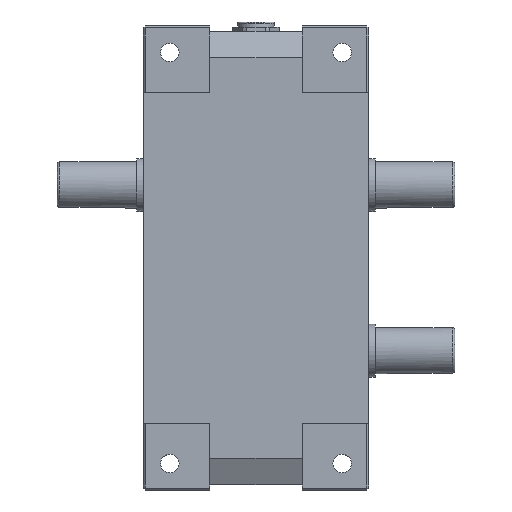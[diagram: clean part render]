
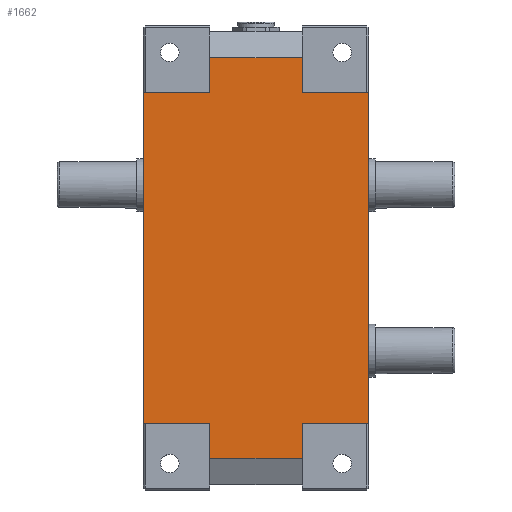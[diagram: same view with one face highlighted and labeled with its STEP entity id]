
A CAD part, front view. The second image highlights one B-rep face of the part: STEP entity #1662.
In plain terms, the highlighted planar face has unit normal (0, -1, 0).
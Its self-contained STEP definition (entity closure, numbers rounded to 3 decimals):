
#33 = LINE ( 'NONE', #7629, #13202 ) ;
#241 = CARTESIAN_POINT ( 'NONE',  ( -85., -116., 70. ) ) ;
#277 = ORIENTED_EDGE ( 'NONE', *, *, #21284, .F. ) ;
#443 = CARTESIAN_POINT ( 'NONE',  ( -85., -116., -180. ) ) ;
#522 = EDGE_CURVE ( 'NONE', #6445, #4031, #4601, .T. ) ;
#1011 = EDGE_CURVE ( 'NONE', #4031, #10342, #12140, .T. ) ;
#1519 = CARTESIAN_POINT ( 'NONE',  ( 35., -116., -180. ) ) ;
#1530 = LINE ( 'NONE', #443, #18222 ) ;
#1560 = VERTEX_POINT ( 'NONE', #11529 ) ;
#1662 = ADVANCED_FACE ( 'NONE', ( #18581 ), #8649, .F. ) ;
#1966 = LINE ( 'NONE', #7934, #7036 ) ;
#2515 = CARTESIAN_POINT ( 'NONE',  ( 35., -116., 70. ) ) ;
#2745 = CARTESIAN_POINT ( 'NONE',  ( -85., -116., -206. ) ) ;
#3541 = DIRECTION ( 'NONE',  ( 0., 1., 0. ) ) ;
#3717 = ORIENTED_EDGE ( 'NONE', *, *, #1011, .T. ) ;
#3880 = CARTESIAN_POINT ( 'NONE',  ( 35., -116., -230. ) ) ;
#3981 = LINE ( 'NONE', #16622, #21468 ) ;
#4031 = VERTEX_POINT ( 'NONE', #16280 ) ;
#4190 = EDGE_CURVE ( 'NONE', #21294, #13045, #21716, .T. ) ;
#4572 = VECTOR ( 'NONE', #17571, 1000. ) ;
#4601 = LINE ( 'NONE', #9859, #8342 ) ;
#4679 = VECTOR ( 'NONE', #14548, 1000. ) ;
#5289 = CARTESIAN_POINT ( 'NONE',  ( 85., -116., 70. ) ) ;
#6211 = EDGE_CURVE ( 'NONE', #7280, #7246, #11141, .T. ) ;
#6445 = VERTEX_POINT ( 'NONE', #2515 ) ;
#6532 = VECTOR ( 'NONE', #22174, 1000. ) ;
#7036 = VECTOR ( 'NONE', #11337, 1000. ) ;
#7045 = CARTESIAN_POINT ( 'NONE',  ( -85., -116., 70. ) ) ;
#7246 = VERTEX_POINT ( 'NONE', #13892 ) ;
#7280 = VERTEX_POINT ( 'NONE', #11955 ) ;
#7629 = CARTESIAN_POINT ( 'NONE',  ( -35., -116., -230. ) ) ;
#7934 = CARTESIAN_POINT ( 'NONE',  ( -35., -116., -230. ) ) ;
#8159 = CARTESIAN_POINT ( 'NONE',  ( 35., -116., -206. ) ) ;
#8285 = CARTESIAN_POINT ( 'NONE',  ( -85., -116., 96. ) ) ;
#8339 = LINE ( 'NONE', #3880, #21552 ) ;
#8342 = VECTOR ( 'NONE', #13157, 1000. ) ;
#8649 = PLANE ( 'NONE',  #14492 ) ;
#8725 = VERTEX_POINT ( 'NONE', #15699 ) ;
#8901 = VERTEX_POINT ( 'NONE', #17734 ) ;
#8999 = LINE ( 'NONE', #9507, #4679 ) ;
#9507 = CARTESIAN_POINT ( 'NONE',  ( -85., -116., 70. ) ) ;
#9529 = ORIENTED_EDGE ( 'NONE', *, *, #16751, .T. ) ;
#9790 = DIRECTION ( 'NONE',  ( 0., 0., 1. ) ) ;
#9859 = CARTESIAN_POINT ( 'NONE',  ( 35., -116., -230. ) ) ;
#9954 = ORIENTED_EDGE ( 'NONE', *, *, #18634, .F. ) ;
#10241 = LINE ( 'NONE', #15675, #4572 ) ;
#10342 = VERTEX_POINT ( 'NONE', #20183 ) ;
#10714 = DIRECTION ( 'NONE',  ( 0., 0., 1. ) ) ;
#10761 = VERTEX_POINT ( 'NONE', #12502 ) ;
#10810 = ORIENTED_EDGE ( 'NONE', *, *, #12878, .F. ) ;
#11141 = LINE ( 'NONE', #5289, #6532 ) ;
#11337 = DIRECTION ( 'NONE',  ( 0., 0., 1. ) ) ;
#11529 = CARTESIAN_POINT ( 'NONE',  ( -35., -116., 70. ) ) ;
#11772 = CARTESIAN_POINT ( 'NONE',  ( -35., -116., -206. ) ) ;
#11955 = CARTESIAN_POINT ( 'NONE',  ( 85., -116., -180. ) ) ;
#11987 = DIRECTION ( 'NONE',  ( -1., 0., 0. ) ) ;
#12140 = LINE ( 'NONE', #8285, #20753 ) ;
#12502 = CARTESIAN_POINT ( 'NONE',  ( -85., -116., -180. ) ) ;
#12538 = DIRECTION ( 'NONE',  ( 1., 0., 0. ) ) ;
#12652 = VERTEX_POINT ( 'NONE', #1519 ) ;
#12878 = EDGE_CURVE ( 'NONE', #21294, #8901, #1966, .T. ) ;
#13045 = VERTEX_POINT ( 'NONE', #8159 ) ;
#13157 = DIRECTION ( 'NONE',  ( 0., 0., 1. ) ) ;
#13202 = VECTOR ( 'NONE', #19977, 1000. ) ;
#13892 = CARTESIAN_POINT ( 'NONE',  ( 85., -116., 70. ) ) ;
#13915 = LINE ( 'NONE', #241, #21750 ) ;
#13984 = DIRECTION ( 'NONE',  ( 1., 0., 0. ) ) ;
#14019 = ORIENTED_EDGE ( 'NONE', *, *, #18471, .F. ) ;
#14226 = ORIENTED_EDGE ( 'NONE', *, *, #15760, .F. ) ;
#14492 = AXIS2_PLACEMENT_3D ( 'NONE', #7045, #3541, #20770 ) ;
#14513 = ORIENTED_EDGE ( 'NONE', *, *, #6211, .T. ) ;
#14548 = DIRECTION ( 'NONE',  ( 1., 0., 0. ) ) ;
#15001 = DIRECTION ( 'NONE',  ( 1., 0., 0. ) ) ;
#15675 = CARTESIAN_POINT ( 'NONE',  ( -85., -116., -180. ) ) ;
#15699 = CARTESIAN_POINT ( 'NONE',  ( -85., -116., 70. ) ) ;
#15760 = EDGE_CURVE ( 'NONE', #1560, #10342, #33, .T. ) ;
#16280 = CARTESIAN_POINT ( 'NONE',  ( 35., -116., 96. ) ) ;
#16339 = ORIENTED_EDGE ( 'NONE', *, *, #16705, .T. ) ;
#16425 = EDGE_LOOP ( 'NONE', ( #16517, #3717, #14226, #9954, #14019, #17266, #10810, #20653, #16339, #9529, #14513, #277 ) ) ;
#16517 = ORIENTED_EDGE ( 'NONE', *, *, #522, .T. ) ;
#16622 = CARTESIAN_POINT ( 'NONE',  ( -85., -116., 70. ) ) ;
#16705 = EDGE_CURVE ( 'NONE', #13045, #12652, #8339, .T. ) ;
#16751 = EDGE_CURVE ( 'NONE', #12652, #7280, #10241, .T. ) ;
#16863 = VECTOR ( 'NONE', #15001, 1000. ) ;
#17266 = ORIENTED_EDGE ( 'NONE', *, *, #19491, .T. ) ;
#17571 = DIRECTION ( 'NONE',  ( 1., 0., 0. ) ) ;
#17734 = CARTESIAN_POINT ( 'NONE',  ( -35., -116., -180. ) ) ;
#18222 = VECTOR ( 'NONE', #12538, 1000. ) ;
#18471 = EDGE_CURVE ( 'NONE', #10761, #8725, #3981, .T. ) ;
#18581 = FACE_OUTER_BOUND ( 'NONE', #16425, .T. ) ;
#18634 = EDGE_CURVE ( 'NONE', #8725, #1560, #13915, .T. ) ;
#19491 = EDGE_CURVE ( 'NONE', #10761, #8901, #1530, .T. ) ;
#19977 = DIRECTION ( 'NONE',  ( 0., 0., 1. ) ) ;
#20183 = CARTESIAN_POINT ( 'NONE',  ( -35., -116., 96. ) ) ;
#20653 = ORIENTED_EDGE ( 'NONE', *, *, #4190, .T. ) ;
#20753 = VECTOR ( 'NONE', #11987, 1000. ) ;
#20770 = DIRECTION ( 'NONE',  ( 1., 0., 0. ) ) ;
#21284 = EDGE_CURVE ( 'NONE', #6445, #7246, #8999, .T. ) ;
#21294 = VERTEX_POINT ( 'NONE', #11772 ) ;
#21468 = VECTOR ( 'NONE', #9790, 1000. ) ;
#21552 = VECTOR ( 'NONE', #10714, 1000. ) ;
#21716 = LINE ( 'NONE', #2745, #16863 ) ;
#21750 = VECTOR ( 'NONE', #13984, 1000. ) ;
#22174 = DIRECTION ( 'NONE',  ( 0., 0., 1. ) ) ;
